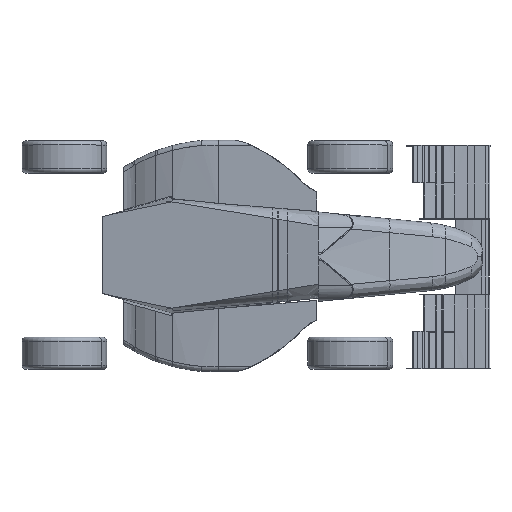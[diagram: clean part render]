
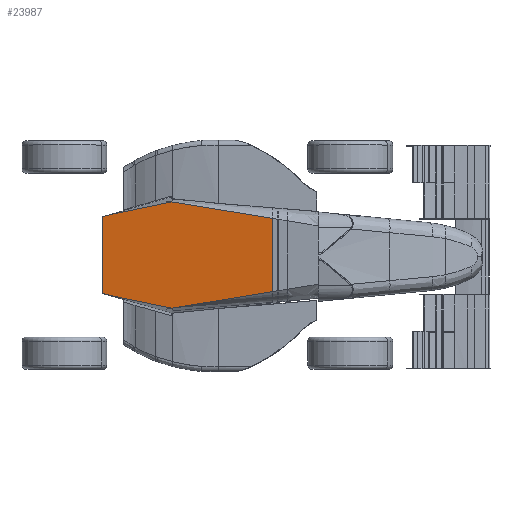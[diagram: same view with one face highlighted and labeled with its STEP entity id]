
A CAD part, top view. The second image highlights one B-rep face of the part: STEP entity #23987.
In plain terms, the highlighted face is planar.
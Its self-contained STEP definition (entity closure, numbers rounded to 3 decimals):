
#21691=CARTESIAN_POINT('Line Origine',(-110.247,-646.292,419.52)) ;
#21695=CARTESIAN_POINT('Vertex',(72.374,-664.761,450.624)) ;
#21697=CARTESIAN_POINT('Vertex',(-292.868,-627.824,388.417)) ;
#21766=CARTESIAN_POINT('Vertex',(45.365,-674.069,445.813)) ;
#21769=CARTESIAN_POINT('Line Origine',(58.87,-669.415,448.219)) ;
#22657=CARTESIAN_POINT('Vertex',(7.705,-31.071,450.624)) ;
#22699=CARTESIAN_POINT('Vertex',(-342.546,-141.026,388.417)) ;
#22702=CARTESIAN_POINT('Line Origine',(-167.42,-86.049,419.52)) ;
#22790=CARTESIAN_POINT('Line Origine',(-6.461,-29.241,448.219)) ;
#22794=CARTESIAN_POINT('Vertex',(-20.628,-27.411,445.813)) ;
#23813=CARTESIAN_POINT('Axis2P3D Location',(-1.55,-28.568,449.076)) ;
#23921=CARTESIAN_POINT('Vertex',(625.138,-66.55,556.259)) ;
#23924=CARTESIAN_POINT('Line Origine',(647.526,-285.922,556.259)) ;
#23928=CARTESIAN_POINT('Vertex',(669.913,-505.293,556.259)) ;
#23946=CARTESIAN_POINT('Line Origine',(302.255,-46.981,501.036)) ;
#23951=CARTESIAN_POINT('Line Origine',(-366.381,-150.508,384.148)) ;
#23955=CARTESIAN_POINT('Vertex',(-390.216,-159.989,379.88)) ;
#23958=CARTESIAN_POINT('Line Origine',(-366.801,-389.435,379.88)) ;
#23962=CARTESIAN_POINT('Vertex',(-343.385,-618.881,379.88)) ;
#23965=CARTESIAN_POINT('Line Origine',(-318.126,-623.352,384.148)) ;
#23970=CARTESIAN_POINT('Line Origine',(357.639,-589.681,501.036)) ;
#21692=DIRECTION('Vector Direction',(-0.981,0.099,-0.167)) ;
#21770=DIRECTION('Vector Direction',(-0.932,-0.321,-0.166)) ;
#22703=DIRECTION('Vector Direction',(-0.941,-0.295,-0.167)) ;
#22791=DIRECTION('Vector Direction',(-0.978,0.126,-0.166)) ;
#23814=DIRECTION('Axis2P3D Direction',(0.17,0.017,-0.985)) ;
#23815=DIRECTION('Axis2P3D XDirection',(0.984,-0.06,0.168)) ;
#23925=DIRECTION('Vector Direction',(0.102,-0.995,0.)) ;
#23947=DIRECTION('Vector Direction',(0.984,-0.06,0.168)) ;
#23952=DIRECTION('Vector Direction',(-0.917,-0.365,-0.164)) ;
#23959=DIRECTION('Vector Direction',(0.102,-0.995,0.)) ;
#23966=DIRECTION('Vector Direction',(-0.971,0.172,-0.164)) ;
#23971=DIRECTION('Vector Direction',(0.952,0.257,0.168)) ;
#23816=AXIS2_PLACEMENT_3D('Plane Axis2P3D',#23813,#23814,#23815) ;
#23976=ORIENTED_EDGE('',*,*,#23950,.F.) ;
#23977=ORIENTED_EDGE('',*,*,#22796,.F.) ;
#23978=ORIENTED_EDGE('',*,*,#22706,.T.) ;
#23979=ORIENTED_EDGE('',*,*,#23957,.T.) ;
#23980=ORIENTED_EDGE('',*,*,#23964,.T.) ;
#23981=ORIENTED_EDGE('',*,*,#23969,.F.) ;
#23982=ORIENTED_EDGE('',*,*,#21699,.F.) ;
#23983=ORIENTED_EDGE('',*,*,#21773,.T.) ;
#23984=ORIENTED_EDGE('',*,*,#23974,.T.) ;
#23985=ORIENTED_EDGE('',*,*,#23930,.F.) ;
#21693=VECTOR('Line Direction',#21692,1.) ;
#21771=VECTOR('Line Direction',#21770,1.) ;
#22704=VECTOR('Line Direction',#22703,1.) ;
#22792=VECTOR('Line Direction',#22791,1.) ;
#23926=VECTOR('Line Direction',#23925,1.) ;
#23948=VECTOR('Line Direction',#23947,1.) ;
#23953=VECTOR('Line Direction',#23952,1.) ;
#23960=VECTOR('Line Direction',#23959,1.) ;
#23967=VECTOR('Line Direction',#23966,1.) ;
#23972=VECTOR('Line Direction',#23971,1.) ;
#23987=ADVANCED_FACE('',(#23986),#23817,.F.) ;
#21699=EDGE_CURVE('',#21696,#21698,#21694,.T.) ;
#21773=EDGE_CURVE('',#21696,#21767,#21772,.T.) ;
#22706=EDGE_CURVE('',#22658,#22700,#22705,.T.) ;
#22796=EDGE_CURVE('',#22658,#22795,#22793,.T.) ;
#23930=EDGE_CURVE('',#23922,#23929,#23927,.T.) ;
#23950=EDGE_CURVE('',#22795,#23922,#23949,.T.) ;
#23957=EDGE_CURVE('',#22700,#23956,#23954,.T.) ;
#23964=EDGE_CURVE('',#23956,#23963,#23961,.T.) ;
#23969=EDGE_CURVE('',#21698,#23963,#23968,.T.) ;
#23974=EDGE_CURVE('',#21767,#23929,#23973,.T.) ;
#23975=EDGE_LOOP('',(#23976,#23977,#23978,#23979,#23980,#23981,#23982,#23983,#23984,#23985)) ;
#23986=FACE_OUTER_BOUND('',#23975,.T.) ;
#21694=LINE('Line',#21691,#21693) ;
#21772=LINE('Line',#21769,#21771) ;
#22705=LINE('Line',#22702,#22704) ;
#22793=LINE('Line',#22790,#22792) ;
#23927=LINE('Line',#23924,#23926) ;
#23949=LINE('Line',#23946,#23948) ;
#23954=LINE('Line',#23951,#23953) ;
#23961=LINE('Line',#23958,#23960) ;
#23968=LINE('Line',#23965,#23967) ;
#23973=LINE('Line',#23970,#23972) ;
#23817=PLANE('Plane',#23816) ;
#21696=VERTEX_POINT('',#21695) ;
#21698=VERTEX_POINT('',#21697) ;
#21767=VERTEX_POINT('',#21766) ;
#22658=VERTEX_POINT('',#22657) ;
#22700=VERTEX_POINT('',#22699) ;
#22795=VERTEX_POINT('',#22794) ;
#23922=VERTEX_POINT('',#23921) ;
#23929=VERTEX_POINT('',#23928) ;
#23956=VERTEX_POINT('',#23955) ;
#23963=VERTEX_POINT('',#23962) ;
